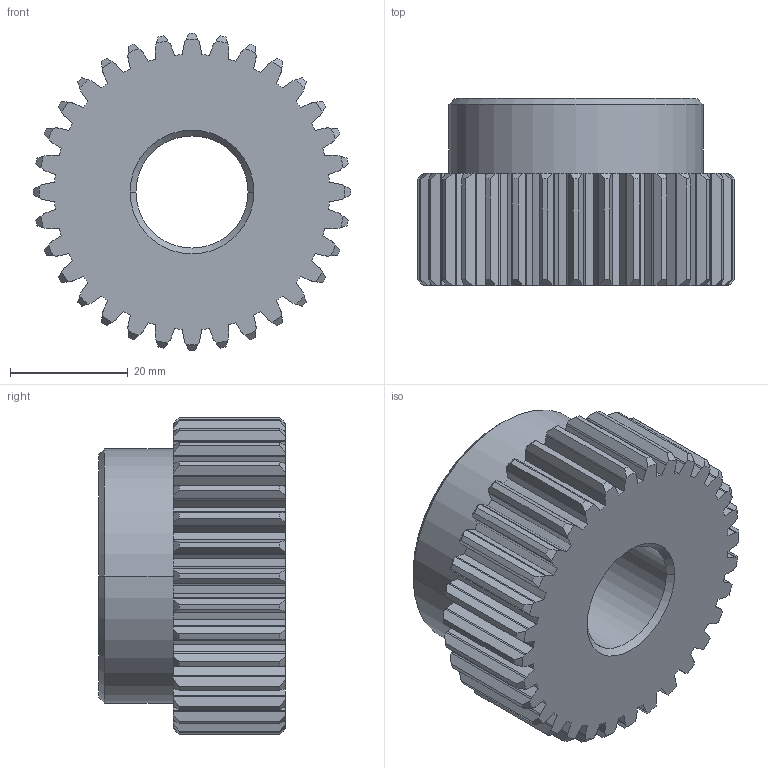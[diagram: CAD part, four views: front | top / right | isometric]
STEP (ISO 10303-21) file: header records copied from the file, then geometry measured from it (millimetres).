
FILE_DESCRIPTION((''),'2;1');
FILE_NAME('SD16-32Q','2016-04-14T',('Administrator'),(''),'PRO/ENGINEER BY PARAMETRIC TECHNOLOGY CORPORATION, 2010480','PRO/ENGINEER BY PARAMETRIC TECHNOLOGY CORPORATION, 2010480','');
FILE_SCHEMA(('CONFIG_CONTROL_DESIGN'));
Length unit declared in the file: millimetre
Products named in the file (1): SD16-32Q
Bounding box: 53.97 x 31.75 x 53.97 mm (x, y, z)
Volume: 47503.5 mm3; surface area: 12903.1 mm2
Topology: 1 solids, 1 shells, 333 faces, 984 edges, 654 vertices
Faces by surface type: cylinder 132, plane 131, cone 70
Entity records: 11554 total; most frequent: CARTESIAN_POINT 2535, ORIENTED_EDGE 1968, DIRECTION 1856, EDGE_CURVE 984, AXIS2_PLACEMENT_3D 667, VERTEX_POINT 654, VECTOR 522, LINE 522
